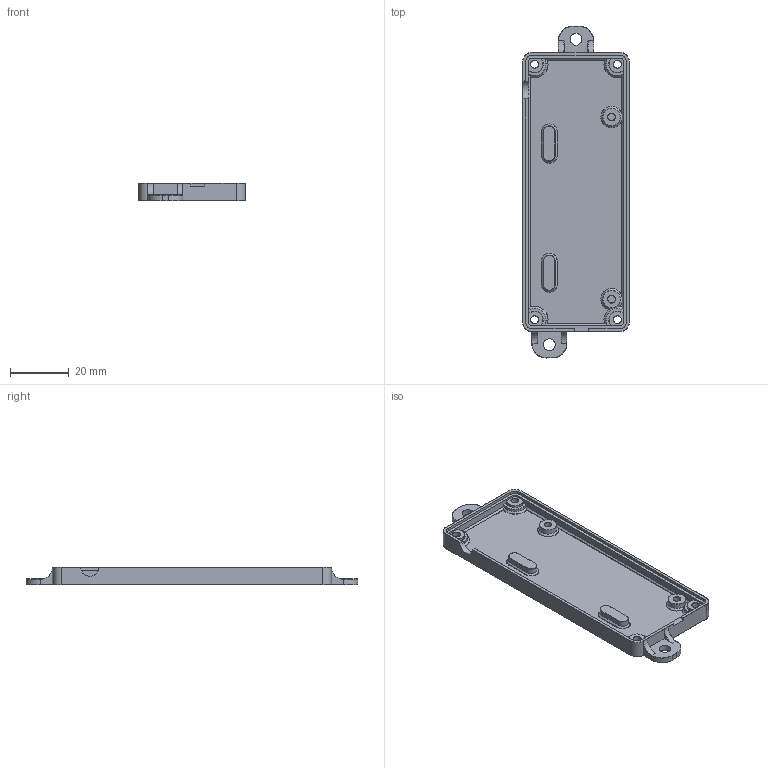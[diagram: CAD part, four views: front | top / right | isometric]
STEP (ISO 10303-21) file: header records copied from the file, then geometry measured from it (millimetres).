
FILE_DESCRIPTION(/* description */ (''),/* implementation_level */ '2;1');
FILE_NAME(/* name */ 'Bottom Enclosure.step',/* time_stamp */ '2019-11-25T15:54:45+00:00',/* author */ (''),/* organization */ (''),/* preprocessor_version */ 'ST-DEVELOPER v18',/* originating_system */ 'Autodesk Translation Framework v8.12.0.6',/* authorisation */ '');
FILE_SCHEMA (('AUTOMOTIVE_DESIGN { 1 0 10303 214 3 1 1 }'));
Length unit declared in the file: millimetre
Products named in the file (1): Bottom lid
Bounding box: 36.2 x 113 x 6.03 mm (x, y, z)
Volume: 9295.5 mm3; surface area: 10160 mm2
Topology: 1 solids, 1 shells, 228 faces, 570 edges, 350 vertices
Faces by surface type: plane 92, cylinder 58, cone 46, torus 18, bspline 14
Full cylindrical faces by diameter (mm): 2.5 x2, 2.6 x4, 4 x2, 6 x2, 6.2 x4
Entity records: 7227 total; most frequent: CARTESIAN_POINT 1798, ORIENTED_EDGE 1136, DIRECTION 1133, EDGE_CURVE 568, AXIS2_PLACEMENT_3D 427, VERTEX_POINT 350, LINE 279, VECTOR 279
